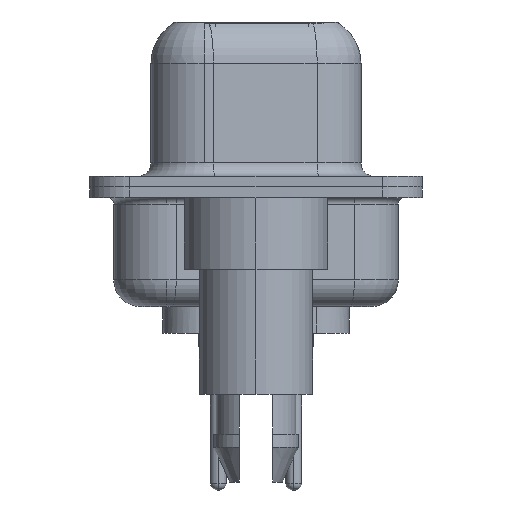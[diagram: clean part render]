
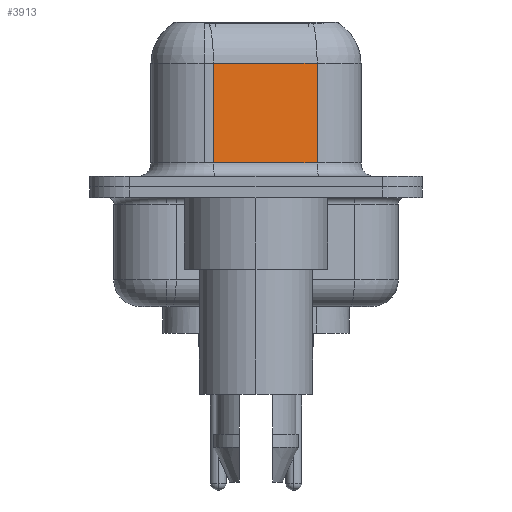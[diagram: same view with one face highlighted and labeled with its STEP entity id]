
A CAD part, left-side view. The second image highlights one B-rep face of the part: STEP entity #3913.
In plain terms, the highlighted planar face has unit normal (-0.985, -0.174, 0).
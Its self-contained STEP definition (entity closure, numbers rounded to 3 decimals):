
#236 = DIRECTION ( 'NONE',  ( -0.174, 0.985, 0. ) ) ;
#490 = VERTEX_POINT ( 'NONE', #15003 ) ;
#902 = ORIENTED_EDGE ( 'NONE', *, *, #12402, .T. ) ;
#1280 = LINE ( 'NONE', #1445, #7841 ) ;
#1445 = CARTESIAN_POINT ( 'NONE',  ( 5.068, -2.297, 0.9 ) ) ;
#1946 = CARTESIAN_POINT ( 'NONE',  ( 4.38, 1.603, 0.9 ) ) ;
#2669 = VECTOR ( 'NONE', #14872, 1000. ) ;
#2892 = PLANE ( 'NONE',  #8594 ) ;
#2944 = DIRECTION ( 'NONE',  ( 0.174, -0.985, 0. ) ) ;
#3913 = ADVANCED_FACE ( 'NONE', ( #17654 ), #2892, .F. ) ;
#4516 = CARTESIAN_POINT ( 'NONE',  ( 5.068, -2.297, 6.4 ) ) ;
#5261 = EDGE_CURVE ( 'NONE', #15848, #8237, #1280, .T. ) ;
#5630 = DIRECTION ( 'NONE',  ( 0., 0., -1. ) ) ;
#6118 = LINE ( 'NONE', #14767, #2669 ) ;
#6930 = VECTOR ( 'NONE', #8911, 1000. ) ;
#7841 = VECTOR ( 'NONE', #2944, 1000. ) ;
#8237 = VERTEX_POINT ( 'NONE', #15718 ) ;
#8270 = LINE ( 'NONE', #9993, #6930 ) ;
#8594 = AXIS2_PLACEMENT_3D ( 'NONE', #4516, #13273, #236 ) ;
#8911 = DIRECTION ( 'NONE',  ( 0., 0., -1. ) ) ;
#9224 = EDGE_LOOP ( 'NONE', ( #14054, #902, #16625, #12913 ) ) ;
#9607 = CARTESIAN_POINT ( 'NONE',  ( 5.068, -2.297, 4.65 ) ) ;
#9993 = CARTESIAN_POINT ( 'NONE',  ( 5.068, -2.297, 6.4 ) ) ;
#10376 = VERTEX_POINT ( 'NONE', #9607 ) ;
#11747 = EDGE_CURVE ( 'NONE', #10376, #8237, #8270, .T. ) ;
#11807 = VECTOR ( 'NONE', #5630, 1000. ) ;
#12402 = EDGE_CURVE ( 'NONE', #10376, #490, #6118, .T. ) ;
#12629 = EDGE_CURVE ( 'NONE', #490, #15848, #18653, .T. ) ;
#12913 = ORIENTED_EDGE ( 'NONE', *, *, #5261, .T. ) ;
#13062 = CARTESIAN_POINT ( 'NONE',  ( 4.38, 1.603, 6.4 ) ) ;
#13273 = DIRECTION ( 'NONE',  ( 0.985, 0.174, 0. ) ) ;
#14054 = ORIENTED_EDGE ( 'NONE', *, *, #11747, .F. ) ;
#14767 = CARTESIAN_POINT ( 'NONE',  ( 5.068, -2.297, 4.65 ) ) ;
#14872 = DIRECTION ( 'NONE',  ( -0.174, 0.985, 0. ) ) ;
#15003 = CARTESIAN_POINT ( 'NONE',  ( 4.38, 1.603, 4.65 ) ) ;
#15718 = CARTESIAN_POINT ( 'NONE',  ( 5.068, -2.297, 0.9 ) ) ;
#15848 = VERTEX_POINT ( 'NONE', #1946 ) ;
#16625 = ORIENTED_EDGE ( 'NONE', *, *, #12629, .T. ) ;
#17654 = FACE_OUTER_BOUND ( 'NONE', #9224, .T. ) ;
#18653 = LINE ( 'NONE', #13062, #11807 ) ;
